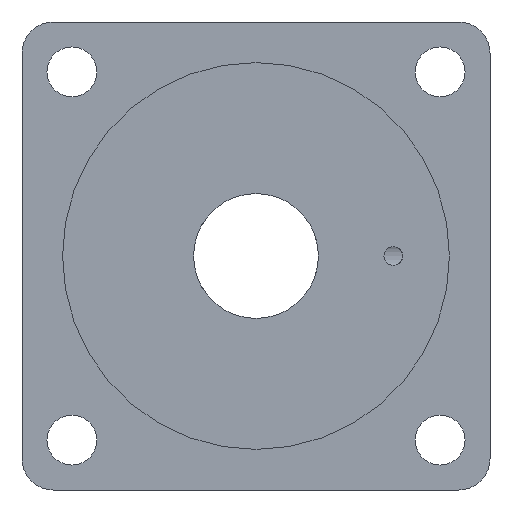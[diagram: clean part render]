
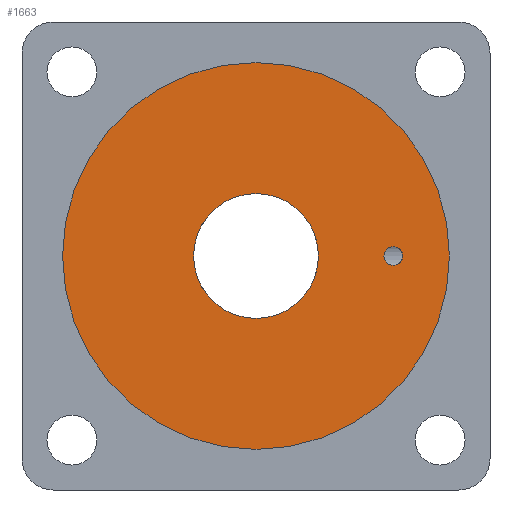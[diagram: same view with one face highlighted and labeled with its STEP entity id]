
A CAD part, left-side view. The second image highlights one B-rep face of the part: STEP entity #1663.
In plain terms, the highlighted planar face has unit normal (-1, 0, 0).
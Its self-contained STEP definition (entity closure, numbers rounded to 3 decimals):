
#99 = VERTEX_POINT ( 'NONE', #1126 ) ;
#124 = DIRECTION ( 'NONE',  ( -1., 0., 0. ) ) ;
#130 = VERTEX_POINT ( 'NONE', #1413 ) ;
#162 = ORIENTED_EDGE ( 'NONE', *, *, #351, .T. ) ;
#169 = DIRECTION ( 'NONE',  ( 0., 0., 1. ) ) ;
#196 = EDGE_CURVE ( 'NONE', #1589, #99, #1864, .T. ) ;
#281 = ORIENTED_EDGE ( 'NONE', *, *, #294, .F. ) ;
#286 = ORIENTED_EDGE ( 'NONE', *, *, #196, .F. ) ;
#294 = EDGE_CURVE ( 'NONE', #99, #1589, #1869, .T. ) ;
#296 = ORIENTED_EDGE ( 'NONE', *, *, #1211, .T. ) ;
#310 = CARTESIAN_POINT ( 'NONE',  ( -30.5, -22., 0. ) ) ;
#329 = CIRCLE ( 'NONE', #1228, 1.5 ) ;
#351 = EDGE_CURVE ( 'NONE', #890, #130, #1715, .T. ) ;
#409 = FACE_BOUND ( 'NONE', #1605, .T. ) ;
#461 = DIRECTION ( 'NONE',  ( -1., 0., 0. ) ) ;
#481 = VERTEX_POINT ( 'NONE', #1227 ) ;
#510 = CIRCLE ( 'NONE', #613, 31. ) ;
#519 = CARTESIAN_POINT ( 'NONE',  ( -30.5, 0., -10. ) ) ;
#555 = CARTESIAN_POINT ( 'NONE',  ( -30.5, 31., 0. ) ) ;
#584 = CARTESIAN_POINT ( 'NONE',  ( -30.5, 0., 0. ) ) ;
#609 = CARTESIAN_POINT ( 'NONE',  ( -30.5, 0., 31. ) ) ;
#613 = AXIS2_PLACEMENT_3D ( 'NONE', #904, #1048, #751 ) ;
#727 = FACE_OUTER_BOUND ( 'NONE', #1623, .T. ) ;
#751 = DIRECTION ( 'NONE',  ( 0., 0., 1. ) ) ;
#789 = AXIS2_PLACEMENT_3D ( 'NONE', #1494, #903, #1914 ) ;
#830 = PLANE ( 'NONE',  #1365 ) ;
#854 = AXIS2_PLACEMENT_3D ( 'NONE', #1160, #1308, #1634 ) ;
#869 = VERTEX_POINT ( 'NONE', #1449 ) ;
#890 = VERTEX_POINT ( 'NONE', #609 ) ;
#903 = DIRECTION ( 'NONE',  ( -1., 0., 0. ) ) ;
#904 = CARTESIAN_POINT ( 'NONE',  ( -30.5, 0., 0. ) ) ;
#993 = CIRCLE ( 'NONE', #789, 1.5 ) ;
#1007 = ORIENTED_EDGE ( 'NONE', *, *, #1771, .F. ) ;
#1048 = DIRECTION ( 'NONE',  ( -1., 0., 0. ) ) ;
#1050 = AXIS2_PLACEMENT_3D ( 'NONE', #1440, #124, #1466 ) ;
#1126 = CARTESIAN_POINT ( 'NONE',  ( -30.5, 0., 10. ) ) ;
#1160 = CARTESIAN_POINT ( 'NONE',  ( -30.5, 0., 0. ) ) ;
#1178 = DIRECTION ( 'NONE',  ( -1., 0., 0. ) ) ;
#1182 = EDGE_CURVE ( 'NONE', #481, #869, #329, .T. ) ;
#1211 = EDGE_CURVE ( 'NONE', #130, #890, #510, .T. ) ;
#1227 = CARTESIAN_POINT ( 'NONE',  ( -30.5, -22., 1.5 ) ) ;
#1228 = AXIS2_PLACEMENT_3D ( 'NONE', #310, #1178, #1344 ) ;
#1288 = DIRECTION ( 'NONE',  ( 0., 1., 0. ) ) ;
#1308 = DIRECTION ( 'NONE',  ( -1., 0., 0. ) ) ;
#1344 = DIRECTION ( 'NONE',  ( 0., 0., 1. ) ) ;
#1365 = AXIS2_PLACEMENT_3D ( 'NONE', #555, #1434, #1288 ) ;
#1413 = CARTESIAN_POINT ( 'NONE',  ( -30.5, 0., -31. ) ) ;
#1422 = FACE_BOUND ( 'NONE', #1493, .T. ) ;
#1434 = DIRECTION ( 'NONE',  ( 1., 0., 0. ) ) ;
#1440 = CARTESIAN_POINT ( 'NONE',  ( -30.5, 0., 0. ) ) ;
#1449 = CARTESIAN_POINT ( 'NONE',  ( -30.5, -22., -1.5 ) ) ;
#1466 = DIRECTION ( 'NONE',  ( 0., 0., 1. ) ) ;
#1474 = AXIS2_PLACEMENT_3D ( 'NONE', #584, #461, #169 ) ;
#1493 = EDGE_LOOP ( 'NONE', ( #1611, #1007 ) ) ;
#1494 = CARTESIAN_POINT ( 'NONE',  ( -30.5, -22., 0. ) ) ;
#1589 = VERTEX_POINT ( 'NONE', #519 ) ;
#1605 = EDGE_LOOP ( 'NONE', ( #281, #286 ) ) ;
#1611 = ORIENTED_EDGE ( 'NONE', *, *, #1182, .F. ) ;
#1623 = EDGE_LOOP ( 'NONE', ( #162, #296 ) ) ;
#1634 = DIRECTION ( 'NONE',  ( 0., 0., 1. ) ) ;
#1663 = ADVANCED_FACE ( 'NONE', ( #409, #1422, #727 ), #830, .F. ) ;
#1715 = CIRCLE ( 'NONE', #854, 31. ) ;
#1771 = EDGE_CURVE ( 'NONE', #869, #481, #993, .T. ) ;
#1864 = CIRCLE ( 'NONE', #1474, 10. ) ;
#1869 = CIRCLE ( 'NONE', #1050, 10. ) ;
#1914 = DIRECTION ( 'NONE',  ( 0., 0., 1. ) ) ;
